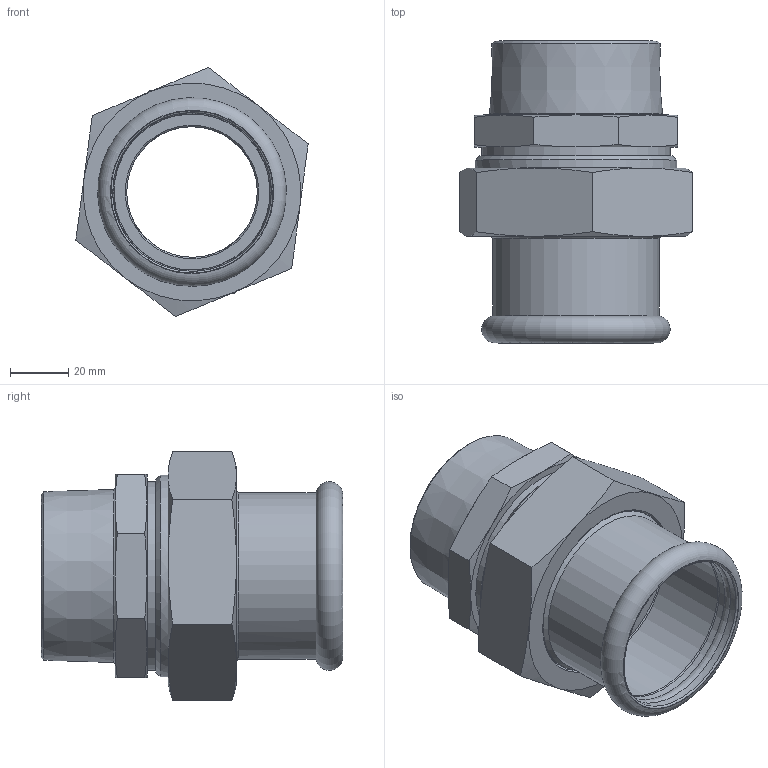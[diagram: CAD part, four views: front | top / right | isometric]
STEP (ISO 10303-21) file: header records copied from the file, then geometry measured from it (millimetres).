
FILE_DESCRIPTION(/* description */ (''),/* implementation_level */ '2;1');
FILE_NAME(/* name */ '384054000_Steelpres.stp',/* time_stamp */ '2022-10-21T16:19:35+02:00',/* author */ ('Vault'),/* organization */ ('Raccorderie metalliche s.p.a. '),/* preprocessor_version */ 'ST-DEVELOPER v18.1',/* originating_system */ 'Autodesk Inventor 2020',/* authorisation */ 'Raccorderie metalliche s.p.a. ');
FILE_SCHEMA (('AUTOMOTIVE_DESIGN { 1 0 10303 214 3 1 1 }'));
Length unit declared in the file: millimetre
Products named in the file (1): 384054000_Steelpres
Bounding box: 80.01 x 104 x 85.86 mm (x, y, z)
Volume: 157873.3 mm3; surface area: 52839.2 mm2
Topology: 1 solids, 1 shells, 97 faces, 241 edges, 158 vertices
Faces by surface type: cone 42, plane 30, cylinder 15, torus 10
Full cylindrical faces by diameter (mm): 45 x3, 54.5 x1, 54.7 x2, 57.5 x1, 60 x2, 60.4 x1, 63.8 x1, 65 x1, 65.5 x1, 66.5 x1, 69.4 x1
Entity records: 2942 total; most frequent: CARTESIAN_POINT 609, DIRECTION 523, ORIENTED_EDGE 482, EDGE_CURVE 241, AXIS2_PLACEMENT_3D 240, VERTEX_POINT 158, CIRCLE 142, EDGE_LOOP 111
